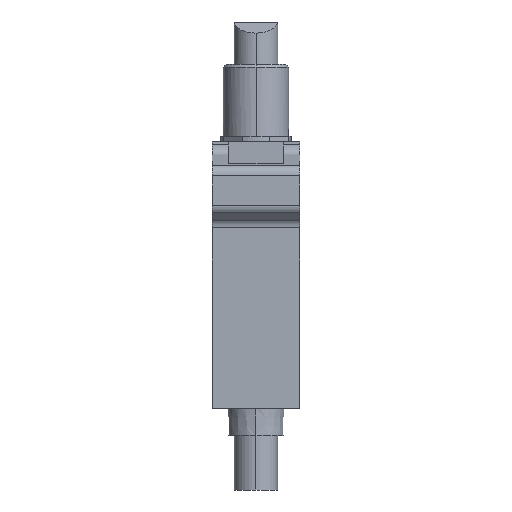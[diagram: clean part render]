
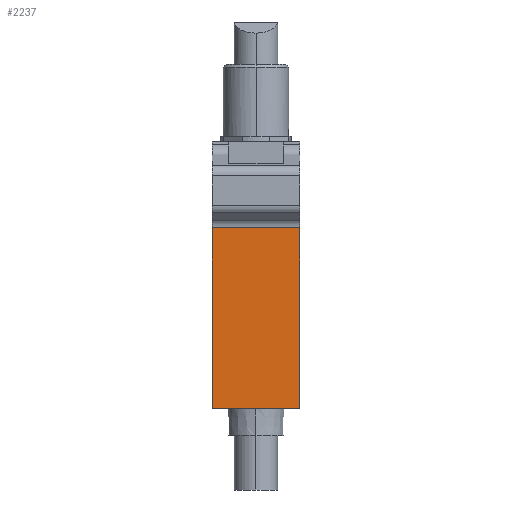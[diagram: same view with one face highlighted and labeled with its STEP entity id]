
A CAD part, left-side view. The second image highlights one B-rep face of the part: STEP entity #2237.
In plain terms, the highlighted planar face has unit normal (-1, 0, 0).
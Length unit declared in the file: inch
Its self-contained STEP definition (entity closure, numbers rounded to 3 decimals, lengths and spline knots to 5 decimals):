
#229 = DIRECTION ( 'NONE',  ( 0., 0., 1. ) ) ;
#288 = LINE ( 'NONE', #2227, #1524 ) ;
#325 = EDGE_CURVE ( 'NONE', #3109, #609, #1287, .T. ) ;
#450 = DIRECTION ( 'NONE',  ( 0., -1., 0. ) ) ;
#488 = DIRECTION ( 'NONE',  ( 0., 0., 1. ) ) ;
#609 = VERTEX_POINT ( 'NONE', #2683 ) ;
#705 = PLANE ( 'NONE',  #1835 ) ;
#725 = CARTESIAN_POINT ( 'NONE',  ( -0.59055, 0., -1.5748 ) ) ;
#737 = CARTESIAN_POINT ( 'NONE',  ( -0.59055, 0., -1.5748 ) ) ;
#772 = VERTEX_POINT ( 'NONE', #2987 ) ;
#893 = VERTEX_POINT ( 'NONE', #1607 ) ;
#896 = LINE ( 'NONE', #725, #1995 ) ;
#1287 = LINE ( 'NONE', #2799, #2684 ) ;
#1494 = DIRECTION ( 'NONE',  ( 0., 0., 1. ) ) ;
#1502 = ORIENTED_EDGE ( 'NONE', *, *, #1612, .T. ) ;
#1524 = VECTOR ( 'NONE', #229, 39.37008 ) ;
#1570 = CARTESIAN_POINT ( 'NONE',  ( -0.59055, -0.62992, -0.26687 ) ) ;
#1588 = ORIENTED_EDGE ( 'NONE', *, *, #1905, .F. ) ;
#1607 = CARTESIAN_POINT ( 'NONE',  ( -0.59055, 0., -1.5748 ) ) ;
#1612 = EDGE_CURVE ( 'NONE', #893, #772, #896, .T. ) ;
#1687 = DIRECTION ( 'NONE',  ( -1., 0., 0. ) ) ;
#1718 = FACE_OUTER_BOUND ( 'NONE', #1856, .T. ) ;
#1830 = ORIENTED_EDGE ( 'NONE', *, *, #325, .T. ) ;
#1835 = AXIS2_PLACEMENT_3D ( 'NONE', #737, #1687, #1494 ) ;
#1856 = EDGE_LOOP ( 'NONE', ( #1830, #1588, #1502, #2059 ) ) ;
#1905 = EDGE_CURVE ( 'NONE', #893, #609, #2541, .T. ) ;
#1969 = CARTESIAN_POINT ( 'NONE',  ( -0.59055, 0., -0.61024 ) ) ;
#1995 = VECTOR ( 'NONE', #450, 39.37008 ) ;
#2059 = ORIENTED_EDGE ( 'NONE', *, *, #2183, .T. ) ;
#2183 = EDGE_CURVE ( 'NONE', #772, #3109, #288, .T. ) ;
#2227 = CARTESIAN_POINT ( 'NONE',  ( -0.59055, -0.62992, -1.5748 ) ) ;
#2237 = ADVANCED_FACE ( 'NONE', ( #1718 ), #705, .T. ) ;
#2248 = VECTOR ( 'NONE', #488, 39.37008 ) ;
#2541 = LINE ( 'NONE', #1969, #2248 ) ;
#2547 = DIRECTION ( 'NONE',  ( 0., 1., 0. ) ) ;
#2683 = CARTESIAN_POINT ( 'NONE',  ( -0.59055, 0., -0.26687 ) ) ;
#2684 = VECTOR ( 'NONE', #2547, 39.37008 ) ;
#2799 = CARTESIAN_POINT ( 'NONE',  ( -0.59055, 0., -0.26687 ) ) ;
#2987 = CARTESIAN_POINT ( 'NONE',  ( -0.59055, -0.62992, -1.5748 ) ) ;
#3109 = VERTEX_POINT ( 'NONE', #1570 ) ;
